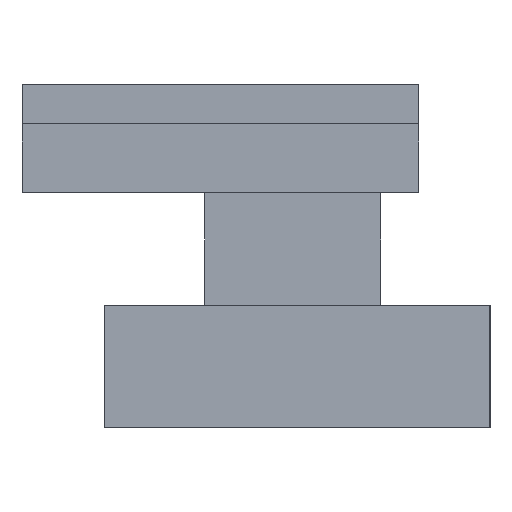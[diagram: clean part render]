
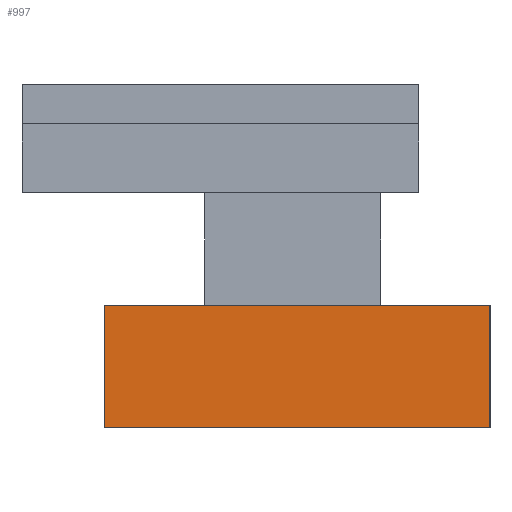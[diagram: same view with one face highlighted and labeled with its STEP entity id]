
A CAD part, left-side view. The second image highlights one B-rep face of the part: STEP entity #997.
In plain terms, the highlighted planar face has unit normal (-1, 0, 0).
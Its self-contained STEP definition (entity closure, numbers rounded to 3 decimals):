
#634 = VERTEX_POINT('',#635);
#635 = CARTESIAN_POINT('',(-18.234,-5.967,8.27));
#642 = PLANE('',#643);
#643 = AXIS2_PLACEMENT_3D('',#644,#645,#646);
#644 = CARTESIAN_POINT('',(-0.076,-5.967,0.));
#645 = DIRECTION('',(0.,-1.,0.));
#646 = DIRECTION('',(1.,0.,0.));
#654 = PLANE('',#655);
#655 = AXIS2_PLACEMENT_3D('',#656,#657,#658);
#656 = CARTESIAN_POINT('',(0.,0.,8.27));
#657 = DIRECTION('',(0.,0.,1.));
#658 = DIRECTION('',(1.,0.,-0.));
#666 = EDGE_CURVE('',#667,#634,#669,.T.);
#667 = VERTEX_POINT('',#668);
#668 = CARTESIAN_POINT('',(-18.234,-5.967,0.));
#669 = SURFACE_CURVE('',#670,(#674,#681),.PCURVE_S1.);
#670 = LINE('',#671,#672);
#671 = CARTESIAN_POINT('',(-18.234,-5.967,0.));
#672 = VECTOR('',#673,1.);
#673 = DIRECTION('',(0.,0.,1.));
#674 = PCURVE('',#642,#675);
#675 = DEFINITIONAL_REPRESENTATION('',(#676),#680);
#676 = LINE('',#677,#678);
#677 = CARTESIAN_POINT('',(-18.158,0.));
#678 = VECTOR('',#679,1.);
#679 = DIRECTION('',(0.,1.));
#680 = ( GEOMETRIC_REPRESENTATION_CONTEXT(2) 
PARAMETRIC_REPRESENTATION_CONTEXT() REPRESENTATION_CONTEXT('2D SPACE',''
  ) );
#681 = PCURVE('',#682,#687);
#682 = PLANE('',#683);
#683 = AXIS2_PLACEMENT_3D('',#684,#685,#686);
#684 = CARTESIAN_POINT('',(-18.234,7.09,0.));
#685 = DIRECTION('',(-1.,0.,0.));
#686 = DIRECTION('',(0.,-1.,0.));
#687 = DEFINITIONAL_REPRESENTATION('',(#688),#692);
#688 = LINE('',#689,#690);
#689 = CARTESIAN_POINT('',(13.058,0.));
#690 = VECTOR('',#691,1.);
#691 = DIRECTION('',(0.,1.));
#692 = ( GEOMETRIC_REPRESENTATION_CONTEXT(2) 
PARAMETRIC_REPRESENTATION_CONTEXT() REPRESENTATION_CONTEXT('2D SPACE',''
  ) );
#710 = PLANE('',#711);
#711 = AXIS2_PLACEMENT_3D('',#712,#713,#714);
#712 = CARTESIAN_POINT('',(0.,0.,0.));
#713 = DIRECTION('',(0.,0.,1.));
#714 = DIRECTION('',(1.,0.,-0.));
#801 = VERTEX_POINT('',#802);
#802 = CARTESIAN_POINT('',(-18.234,20.148,8.27));
#816 = PLANE('',#817);
#817 = AXIS2_PLACEMENT_3D('',#818,#819,#820);
#818 = CARTESIAN_POINT('',(-0.076,20.148,0.));
#819 = DIRECTION('',(0.,1.,-0.));
#820 = DIRECTION('',(-1.,0.,0.));
#828 = EDGE_CURVE('',#634,#801,#829,.T.);
#829 = SURFACE_CURVE('',#830,(#834,#841),.PCURVE_S1.);
#830 = LINE('',#831,#832);
#831 = CARTESIAN_POINT('',(-18.234,20.148,8.27));
#832 = VECTOR('',#833,1.);
#833 = DIRECTION('',(0.,1.,0.));
#834 = PCURVE('',#654,#835);
#835 = DEFINITIONAL_REPRESENTATION('',(#836),#840);
#836 = LINE('',#837,#838);
#837 = CARTESIAN_POINT('',(-18.234,20.148));
#838 = VECTOR('',#839,1.);
#839 = DIRECTION('',(0.,1.));
#840 = ( GEOMETRIC_REPRESENTATION_CONTEXT(2) 
PARAMETRIC_REPRESENTATION_CONTEXT() REPRESENTATION_CONTEXT('2D SPACE',''
  ) );
#841 = PCURVE('',#682,#842);
#842 = DEFINITIONAL_REPRESENTATION('',(#843),#847);
#843 = LINE('',#844,#845);
#844 = CARTESIAN_POINT('',(-13.058,8.27));
#845 = VECTOR('',#846,1.);
#846 = DIRECTION('',(-1.,0.));
#847 = ( GEOMETRIC_REPRESENTATION_CONTEXT(2) 
PARAMETRIC_REPRESENTATION_CONTEXT() REPRESENTATION_CONTEXT('2D SPACE',''
  ) );
#997 = ADVANCED_FACE('',(#998),#682,.T.);
#998 = FACE_BOUND('',#999,.T.);
#999 = EDGE_LOOP('',(#1000,#1001,#1024,#1045));
#1000 = ORIENTED_EDGE('',*,*,#828,.T.);
#1001 = ORIENTED_EDGE('',*,*,#1002,.F.);
#1002 = EDGE_CURVE('',#1003,#801,#1005,.T.);
#1003 = VERTEX_POINT('',#1004);
#1004 = CARTESIAN_POINT('',(-18.234,20.148,0.));
#1005 = SURFACE_CURVE('',#1006,(#1010,#1017),.PCURVE_S1.);
#1006 = LINE('',#1007,#1008);
#1007 = CARTESIAN_POINT('',(-18.234,20.148,0.));
#1008 = VECTOR('',#1009,1.);
#1009 = DIRECTION('',(0.,0.,1.));
#1010 = PCURVE('',#682,#1011);
#1011 = DEFINITIONAL_REPRESENTATION('',(#1012),#1016);
#1012 = LINE('',#1013,#1014);
#1013 = CARTESIAN_POINT('',(-13.058,0.));
#1014 = VECTOR('',#1015,1.);
#1015 = DIRECTION('',(0.,1.));
#1016 = ( GEOMETRIC_REPRESENTATION_CONTEXT(2) 
PARAMETRIC_REPRESENTATION_CONTEXT() REPRESENTATION_CONTEXT('2D SPACE',''
  ) );
#1017 = PCURVE('',#816,#1018);
#1018 = DEFINITIONAL_REPRESENTATION('',(#1019),#1023);
#1019 = LINE('',#1020,#1021);
#1020 = CARTESIAN_POINT('',(18.158,0.));
#1021 = VECTOR('',#1022,1.);
#1022 = DIRECTION('',(0.,1.));
#1023 = ( GEOMETRIC_REPRESENTATION_CONTEXT(2) 
PARAMETRIC_REPRESENTATION_CONTEXT() REPRESENTATION_CONTEXT('2D SPACE',''
  ) );
#1024 = ORIENTED_EDGE('',*,*,#1025,.T.);
#1025 = EDGE_CURVE('',#1003,#667,#1026,.T.);
#1026 = SURFACE_CURVE('',#1027,(#1031,#1038),.PCURVE_S1.);
#1027 = LINE('',#1028,#1029);
#1028 = CARTESIAN_POINT('',(-18.234,20.148,0.));
#1029 = VECTOR('',#1030,1.);
#1030 = DIRECTION('',(0.,-1.,0.));
#1031 = PCURVE('',#682,#1032);
#1032 = DEFINITIONAL_REPRESENTATION('',(#1033),#1037);
#1033 = LINE('',#1034,#1035);
#1034 = CARTESIAN_POINT('',(-13.058,0.));
#1035 = VECTOR('',#1036,1.);
#1036 = DIRECTION('',(1.,0.));
#1037 = ( GEOMETRIC_REPRESENTATION_CONTEXT(2) 
PARAMETRIC_REPRESENTATION_CONTEXT() REPRESENTATION_CONTEXT('2D SPACE',''
  ) );
#1038 = PCURVE('',#710,#1039);
#1039 = DEFINITIONAL_REPRESENTATION('',(#1040),#1044);
#1040 = LINE('',#1041,#1042);
#1041 = CARTESIAN_POINT('',(-18.234,20.148));
#1042 = VECTOR('',#1043,1.);
#1043 = DIRECTION('',(0.,-1.));
#1044 = ( GEOMETRIC_REPRESENTATION_CONTEXT(2) 
PARAMETRIC_REPRESENTATION_CONTEXT() REPRESENTATION_CONTEXT('2D SPACE',''
  ) );
#1045 = ORIENTED_EDGE('',*,*,#666,.T.);
